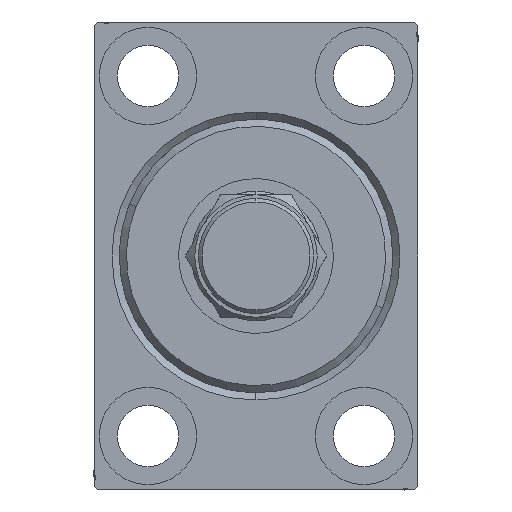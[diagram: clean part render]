
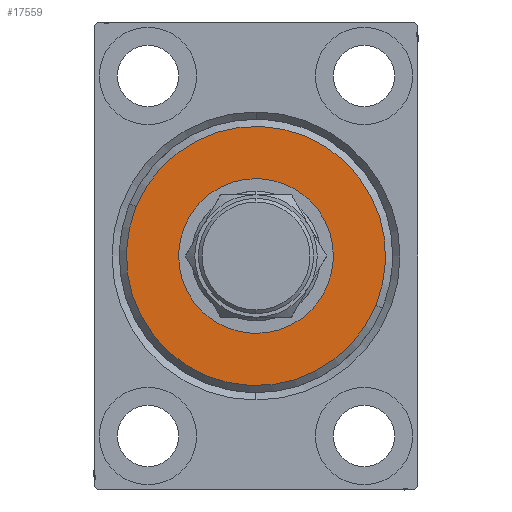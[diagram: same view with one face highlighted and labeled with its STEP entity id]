
A CAD part, left-side view. The second image highlights one B-rep face of the part: STEP entity #17559.
In plain terms, the highlighted face is planar.
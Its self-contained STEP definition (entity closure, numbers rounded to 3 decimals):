
#311 = DIRECTION ( 'NONE',  ( 1., 0., 0. ) ) ;
#336 = CARTESIAN_POINT ( 'NONE',  ( 3., 0., 0. ) ) ;
#1674 = EDGE_CURVE ( 'NONE', #44401, #17851, #9372, .T. ) ;
#4175 = CARTESIAN_POINT ( 'NONE',  ( 3., 0., 18. ) ) ;
#4439 = EDGE_LOOP ( 'NONE', ( #30155, #28697 ) ) ;
#7739 = DIRECTION ( 'NONE',  ( 1., 0., 0. ) ) ;
#7914 = AXIS2_PLACEMENT_3D ( 'NONE', #25892, #32794, #39700 ) ;
#8732 = CIRCLE ( 'NONE', #19725, 18. ) ;
#9372 = CIRCLE ( 'NONE', #7914, 10.75 ) ;
#10618 = EDGE_CURVE ( 'NONE', #22412, #16044, #23423, .T. ) ;
#10924 = AXIS2_PLACEMENT_3D ( 'NONE', #336, #42402, #39408 ) ;
#13728 = EDGE_CURVE ( 'NONE', #17851, #44401, #13982, .T. ) ;
#13982 = CIRCLE ( 'NONE', #25714, 10.75 ) ;
#14609 = DIRECTION ( 'NONE',  ( 0., 0., -1. ) ) ;
#16044 = VERTEX_POINT ( 'NONE', #21226 ) ;
#16716 = EDGE_LOOP ( 'NONE', ( #36288, #31193 ) ) ;
#17559 = ADVANCED_FACE ( 'NONE', ( #18029, #24681 ), #35487, .T. ) ;
#17568 = CARTESIAN_POINT ( 'NONE',  ( 3., 0., 0. ) ) ;
#17851 = VERTEX_POINT ( 'NONE', #42780 ) ;
#18029 = FACE_OUTER_BOUND ( 'NONE', #16716, .T. ) ;
#18061 = CARTESIAN_POINT ( 'NONE',  ( 3., 0., 0. ) ) ;
#18553 = DIRECTION ( 'NONE',  ( 0., 0., -1. ) ) ;
#19725 = AXIS2_PLACEMENT_3D ( 'NONE', #24987, #7739, #18553 ) ;
#20705 = AXIS2_PLACEMENT_3D ( 'NONE', #17568, #311, #21912 ) ;
#21226 = CARTESIAN_POINT ( 'NONE',  ( 3., 0., -18. ) ) ;
#21912 = DIRECTION ( 'NONE',  ( 0., 0., -1. ) ) ;
#22412 = VERTEX_POINT ( 'NONE', #4175 ) ;
#23423 = CIRCLE ( 'NONE', #10924, 18. ) ;
#24681 = FACE_BOUND ( 'NONE', #4439, .T. ) ;
#24987 = CARTESIAN_POINT ( 'NONE',  ( 3., 0., 0. ) ) ;
#25714 = AXIS2_PLACEMENT_3D ( 'NONE', #18061, #38742, #14609 ) ;
#25892 = CARTESIAN_POINT ( 'NONE',  ( 3., 0., 0. ) ) ;
#27829 = EDGE_CURVE ( 'NONE', #16044, #22412, #8732, .T. ) ;
#28697 = ORIENTED_EDGE ( 'NONE', *, *, #1674, .T. ) ;
#30155 = ORIENTED_EDGE ( 'NONE', *, *, #13728, .T. ) ;
#31193 = ORIENTED_EDGE ( 'NONE', *, *, #27829, .T. ) ;
#32794 = DIRECTION ( 'NONE',  ( -1., 0., 0. ) ) ;
#35487 = PLANE ( 'NONE',  #20705 ) ;
#36288 = ORIENTED_EDGE ( 'NONE', *, *, #10618, .T. ) ;
#38742 = DIRECTION ( 'NONE',  ( -1., 0., 0. ) ) ;
#39408 = DIRECTION ( 'NONE',  ( 0., 0., -1. ) ) ;
#39700 = DIRECTION ( 'NONE',  ( 0., 0., -1. ) ) ;
#41464 = CARTESIAN_POINT ( 'NONE',  ( 3., 0., -10.75 ) ) ;
#42402 = DIRECTION ( 'NONE',  ( 1., 0., 0. ) ) ;
#42780 = CARTESIAN_POINT ( 'NONE',  ( 3., 0., 10.75 ) ) ;
#44401 = VERTEX_POINT ( 'NONE', #41464 ) ;
